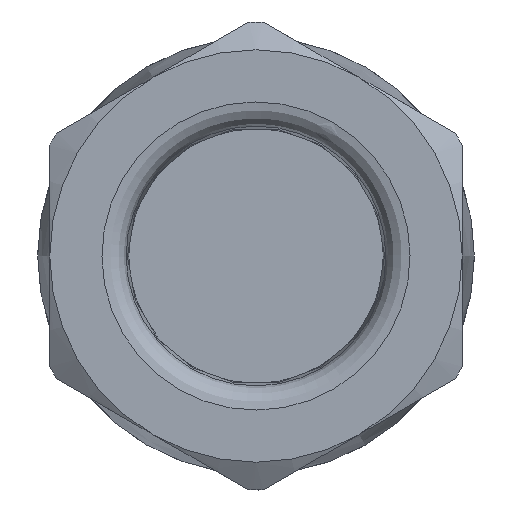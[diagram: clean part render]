
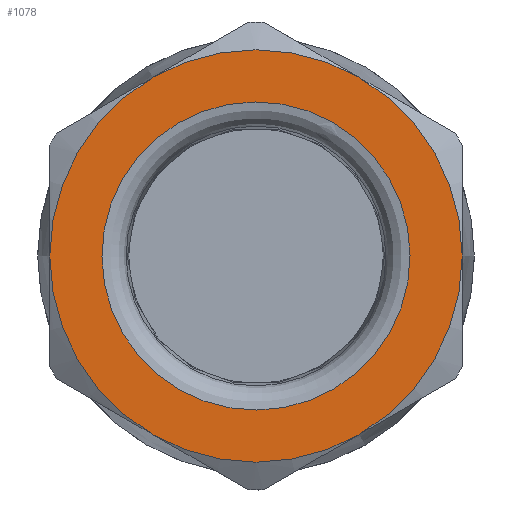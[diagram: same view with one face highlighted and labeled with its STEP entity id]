
A CAD part, left-side view. The second image highlights one B-rep face of the part: STEP entity #1078.
In plain terms, the highlighted planar face has unit normal (-1, 0, 0).
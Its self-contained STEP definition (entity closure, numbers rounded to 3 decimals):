
#912=PLANE('',#3715);
#993=FACE_BOUND('',#1421,.T.);
#994=FACE_BOUND('',#1422,.T.);
#1078=ADVANCED_FACE('',(#993,#994),#912,.T.);
#1421=EDGE_LOOP('',(#2171));
#1422=EDGE_LOOP('',(#2172,#2173,#2174,#2175,#2176,#2177,#2178,#2179,#2180,
#2181,#2182,#2183));
#1958=B_SPLINE_CURVE_WITH_KNOTS('',3,(#5003,#5004,#5005,#5006),
 .UNSPECIFIED.,.F.,.F.,(4,4),(0.,1.),.UNSPECIFIED.);
#1963=B_SPLINE_CURVE_WITH_KNOTS('',3,(#5068,#5069,#5070,#5071),
 .UNSPECIFIED.,.F.,.F.,(4,4),(0.,1.),.UNSPECIFIED.);
#1968=B_SPLINE_CURVE_WITH_KNOTS('',3,(#5109,#5110,#5111,#5112),
 .UNSPECIFIED.,.F.,.F.,(4,4),(0.,1.),.UNSPECIFIED.);
#1974=B_SPLINE_CURVE_WITH_KNOTS('',3,(#5179,#5180,#5181,#5182),
 .UNSPECIFIED.,.F.,.F.,(4,4),(0.,1.),.UNSPECIFIED.);
#1976=B_SPLINE_CURVE_WITH_KNOTS('',3,(#5210,#5211,#5212,#5213),
 .UNSPECIFIED.,.F.,.F.,(4,4),(0.,1.),.UNSPECIFIED.);
#1978=B_SPLINE_CURVE_WITH_KNOTS('',3,(#5239,#5240,#5241,#5242),
 .UNSPECIFIED.,.F.,.F.,(4,4),(0.,1.),.UNSPECIFIED.);
#2171=ORIENTED_EDGE('',*,*,#3170,.T.);
#2172=ORIENTED_EDGE('',*,*,#3221,.T.);
#2173=ORIENTED_EDGE('',*,*,#3219,.F.);
#2174=ORIENTED_EDGE('',*,*,#3173,.T.);
#2175=ORIENTED_EDGE('',*,*,#3187,.F.);
#2176=ORIENTED_EDGE('',*,*,#3188,.T.);
#2177=ORIENTED_EDGE('',*,*,#3197,.F.);
#2178=ORIENTED_EDGE('',*,*,#3222,.T.);
#2179=ORIENTED_EDGE('',*,*,#3223,.F.);
#2180=ORIENTED_EDGE('',*,*,#3224,.T.);
#2181=ORIENTED_EDGE('',*,*,#3203,.F.);
#2182=ORIENTED_EDGE('',*,*,#3205,.T.);
#2183=ORIENTED_EDGE('',*,*,#3214,.F.);
#2887=VERTEX_POINT('',#4886);
#2890=VERTEX_POINT('',#4928);
#2891=VERTEX_POINT('',#4929);
#2900=VERTEX_POINT('',#5002);
#2901=VERTEX_POINT('',#5009);
#2906=VERTEX_POINT('',#5067);
#2909=VERTEX_POINT('',#5108);
#2910=VERTEX_POINT('',#5113);
#2911=VERTEX_POINT('',#5120);
#2916=VERTEX_POINT('',#5178);
#2919=VERTEX_POINT('',#5214);
#2920=VERTEX_POINT('',#5238);
#2921=VERTEX_POINT('',#5243);
#3170=EDGE_CURVE('',#2887,#2887,#3565,.T.);
#3173=EDGE_CURVE('',#2890,#2891,#3568,.T.);
#3187=EDGE_CURVE('',#2900,#2891,#1958,.T.);
#3188=EDGE_CURVE('',#2900,#2901,#3573,.T.);
#3197=EDGE_CURVE('',#2906,#2901,#1963,.T.);
#3203=EDGE_CURVE('',#2909,#2910,#1968,.T.);
#3205=EDGE_CURVE('',#2909,#2911,#3576,.T.);
#3214=EDGE_CURVE('',#2916,#2911,#1974,.T.);
#3219=EDGE_CURVE('',#2890,#2919,#1976,.T.);
#3221=EDGE_CURVE('',#2916,#2919,#3581,.T.);
#3222=EDGE_CURVE('',#2906,#2920,#3582,.T.);
#3223=EDGE_CURVE('',#2921,#2920,#1978,.T.);
#3224=EDGE_CURVE('',#2921,#2910,#3583,.T.);
#3565=CIRCLE('',#3686,6.354);
#3568=CIRCLE('',#3690,8.502);
#3573=CIRCLE('',#3697,8.502);
#3576=CIRCLE('',#3703,8.502);
#3581=CIRCLE('',#3712,8.502);
#3582=CIRCLE('',#3713,8.502);
#3583=CIRCLE('',#3714,8.502);
#3686=AXIS2_PLACEMENT_3D('',#4885,#3982,#3983);
#3690=AXIS2_PLACEMENT_3D('',#4927,#3990,#3991);
#3697=AXIS2_PLACEMENT_3D('',#5008,#4007,#4008);
#3703=AXIS2_PLACEMENT_3D('',#5119,#4022,#4023);
#3712=AXIS2_PLACEMENT_3D('',#5220,#4043,#4044);
#3713=AXIS2_PLACEMENT_3D('',#5237,#4045,#4046);
#3714=AXIS2_PLACEMENT_3D('',#5244,#4047,#4048);
#3715=AXIS2_PLACEMENT_3D('',#5245,#4049,#4050);
#3982=DIRECTION('',(1.,0.,0.));
#3983=DIRECTION('',(0.,-0.496,0.868));
#3990=DIRECTION('',(-1.,0.,0.));
#3991=DIRECTION('',(0.,0.504,0.864));
#4007=DIRECTION('',(-1.,0.,0.));
#4008=DIRECTION('',(0.,1.,-0.005));
#4022=DIRECTION('',(-1.,0.,0.));
#4023=DIRECTION('',(0.,-1.,0.005));
#4043=DIRECTION('',(-1.,0.,0.));
#4044=DIRECTION('',(0.,-0.496,0.868));
#4045=DIRECTION('',(-1.,0.,0.));
#4046=DIRECTION('',(0.,0.496,-0.868));
#4047=DIRECTION('',(-1.,0.,0.));
#4048=DIRECTION('',(0.,-0.504,-0.864));
#4049=DIRECTION('',(-1.,0.,0.));
#4050=DIRECTION('',(0.,0.868,0.496));
#4885=CARTESIAN_POINT('',(-58.45,0.,0.));
#4886=CARTESIAN_POINT('',(-58.45,-3.15,5.518));
#4927=CARTESIAN_POINT('',(-58.45,0.,0.));
#4928=CARTESIAN_POINT('',(-58.45,4.287,7.342));
#4929=CARTESIAN_POINT('',(-58.45,8.502,0.041));
#5002=CARTESIAN_POINT('',(-58.45,8.502,-0.041));
#5003=CARTESIAN_POINT('',(-58.45,8.502,-0.041));
#5004=CARTESIAN_POINT('',(-58.45,8.502,-0.014));
#5005=CARTESIAN_POINT('',(-58.45,8.502,0.014));
#5006=CARTESIAN_POINT('',(-58.45,8.502,0.041));
#5008=CARTESIAN_POINT('',(-58.45,0.,0.));
#5009=CARTESIAN_POINT('',(-58.45,4.287,-7.342));
#5067=CARTESIAN_POINT('',(-58.45,4.215,-7.384));
#5068=CARTESIAN_POINT('',(-58.45,4.215,-7.384));
#5069=CARTESIAN_POINT('',(-58.45,4.239,-7.37));
#5070=CARTESIAN_POINT('',(-58.45,4.263,-7.356));
#5071=CARTESIAN_POINT('',(-58.45,4.287,-7.342));
#5108=CARTESIAN_POINT('',(-58.45,-8.502,0.041));
#5109=CARTESIAN_POINT('',(-58.45,-8.502,0.041));
#5110=CARTESIAN_POINT('',(-58.45,-8.502,0.014));
#5111=CARTESIAN_POINT('',(-58.45,-8.502,-0.014));
#5112=CARTESIAN_POINT('',(-58.45,-8.502,-0.041));
#5113=CARTESIAN_POINT('',(-58.45,-8.502,-0.041));
#5119=CARTESIAN_POINT('',(-58.45,0.,0.));
#5120=CARTESIAN_POINT('',(-58.45,-4.287,7.342));
#5178=CARTESIAN_POINT('',(-58.45,-4.215,7.384));
#5179=CARTESIAN_POINT('',(-58.45,-4.215,7.384));
#5180=CARTESIAN_POINT('',(-58.45,-4.239,7.37));
#5181=CARTESIAN_POINT('',(-58.45,-4.263,7.356));
#5182=CARTESIAN_POINT('',(-58.45,-4.287,7.342));
#5210=CARTESIAN_POINT('',(-58.45,4.287,7.342));
#5211=CARTESIAN_POINT('',(-58.45,4.263,7.356));
#5212=CARTESIAN_POINT('',(-58.45,4.239,7.37));
#5213=CARTESIAN_POINT('',(-58.45,4.215,7.384));
#5214=CARTESIAN_POINT('',(-58.45,4.215,7.384));
#5220=CARTESIAN_POINT('',(-58.45,0.,0.));
#5237=CARTESIAN_POINT('',(-58.45,0.,0.));
#5238=CARTESIAN_POINT('',(-58.45,-4.215,-7.384));
#5239=CARTESIAN_POINT('',(-58.45,-4.287,-7.342));
#5240=CARTESIAN_POINT('',(-58.45,-4.263,-7.356));
#5241=CARTESIAN_POINT('',(-58.45,-4.239,-7.37));
#5242=CARTESIAN_POINT('',(-58.45,-4.215,-7.384));
#5243=CARTESIAN_POINT('',(-58.45,-4.287,-7.342));
#5244=CARTESIAN_POINT('',(-58.45,0.,0.));
#5245=CARTESIAN_POINT('',(-58.45,-14.028,2.791));
